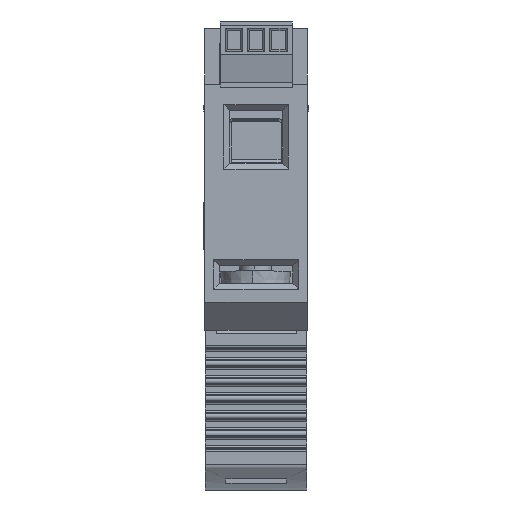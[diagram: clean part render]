
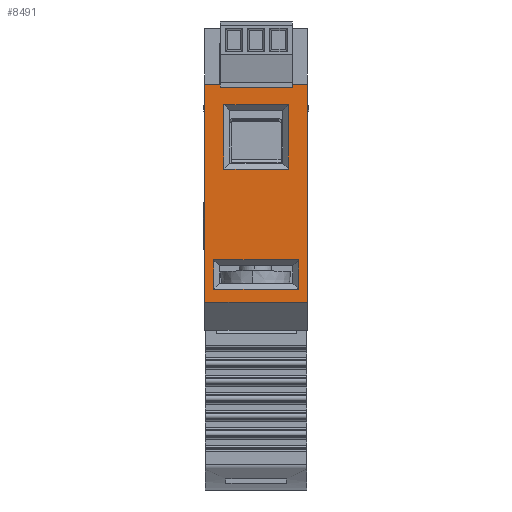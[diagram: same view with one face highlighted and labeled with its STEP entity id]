
A CAD part, front view. The second image highlights one B-rep face of the part: STEP entity #8491.
In plain terms, the highlighted planar face has unit normal (0, -1, 0).
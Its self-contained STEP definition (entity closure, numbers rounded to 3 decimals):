
#1124 = EDGE_CURVE ( 'NONE', #5989, #40198, #34955, .T. ) ;
#3282 = CARTESIAN_POINT ( 'NONE',  ( 62.5, 0., 7. ) ) ;
#4131 = VERTEX_POINT ( 'NONE', #8883 ) ;
#4712 = DIRECTION ( 'NONE',  ( 0., 0., 1. ) ) ;
#5989 = VERTEX_POINT ( 'NONE', #19619 ) ;
#6099 = CARTESIAN_POINT ( 'NONE',  ( 52.5, 0., 42. ) ) ;
#6419 = VECTOR ( 'NONE', #31264, 1000. ) ;
#6484 = VECTOR ( 'NONE', #18737, 1000. ) ;
#6928 = CARTESIAN_POINT ( 'NONE',  ( 70., 0., 4.8 ) ) ;
#6954 = FACE_OUTER_BOUND ( 'NONE', #42435, .T. ) ;
#7480 = CARTESIAN_POINT ( 'NONE',  ( 52.5, 0., 4.8 ) ) ;
#8147 = DIRECTION ( 'NONE',  ( 1., 0., 0. ) ) ;
#8163 = EDGE_CURVE ( 'NONE', #4131, #5989, #34763, .T. ) ;
#8491 = ADVANCED_FACE ( 'NONE', ( #60981, #6954, #54254 ), #36384, .T. ) ;
#8576 = CARTESIAN_POINT ( 'NONE',  ( 68.5, 0., 4. ) ) ;
#8883 = CARTESIAN_POINT ( 'NONE',  ( 54., 0., 7. ) ) ;
#8993 = CARTESIAN_POINT ( 'NONE',  ( 55.75, 0., 38.5 ) ) ;
#9750 = LINE ( 'NONE', #11567, #54792 ) ;
#9758 = CARTESIAN_POINT ( 'NONE',  ( 55.75, 0., 14.25 ) ) ;
#10302 = ORIENTED_EDGE ( 'NONE', *, *, #20710, .F. ) ;
#11567 = CARTESIAN_POINT ( 'NONE',  ( 67.875, 0., 27.5 ) ) ;
#13609 = VERTEX_POINT ( 'NONE', #16177 ) ;
#14592 = DIRECTION ( 'NONE',  ( 0., 0., -1. ) ) ;
#14936 = DIRECTION ( 'NONE',  ( 0., 0., 1. ) ) ;
#15607 = ORIENTED_EDGE ( 'NONE', *, *, #18039, .T. ) ;
#15967 = VECTOR ( 'NONE', #14936, 1000. ) ;
#16177 = CARTESIAN_POINT ( 'NONE',  ( 55.75, 0., 27.5 ) ) ;
#16904 = CARTESIAN_POINT ( 'NONE',  ( 70., 0., 0. ) ) ;
#17788 = VERTEX_POINT ( 'NONE', #6099 ) ;
#18039 = EDGE_CURVE ( 'NONE', #49233, #19809, #40500, .T. ) ;
#18737 = DIRECTION ( 'NONE',  ( -1., 0., 0. ) ) ;
#19253 = LINE ( 'NONE', #61290, #6484 ) ;
#19546 = VECTOR ( 'NONE', #8147, 1000. ) ;
#19619 = CARTESIAN_POINT ( 'NONE',  ( 68.5, 0., 7. ) ) ;
#19796 = CARTESIAN_POINT ( 'NONE',  ( 68.5, 0., 12. ) ) ;
#19809 = VERTEX_POINT ( 'NONE', #6928 ) ;
#19855 = LINE ( 'NONE', #9758, #48343 ) ;
#20710 = EDGE_CURVE ( 'NONE', #21688, #21286, #19253, .T. ) ;
#21037 = DIRECTION ( 'NONE',  ( 0., 0., -1. ) ) ;
#21196 = LINE ( 'NONE', #28590, #15967 ) ;
#21284 = VECTOR ( 'NONE', #55929, 1000. ) ;
#21286 = VERTEX_POINT ( 'NONE', #8993 ) ;
#21688 = VERTEX_POINT ( 'NONE', #21977 ) ;
#21977 = CARTESIAN_POINT ( 'NONE',  ( 66.75, 0., 38.5 ) ) ;
#24336 = DIRECTION ( 'NONE',  ( -1., 0., 0. ) ) ;
#24609 = VECTOR ( 'NONE', #45830, 1000. ) ;
#24617 = VECTOR ( 'NONE', #38530, 1000. ) ;
#25069 = VERTEX_POINT ( 'NONE', #39464 ) ;
#26756 = DIRECTION ( 'NONE',  ( 0., -1., 0. ) ) ;
#27580 = LINE ( 'NONE', #36394, #24609 ) ;
#28590 = CARTESIAN_POINT ( 'NONE',  ( 66.75, 0., 18.75 ) ) ;
#29286 = VERTEX_POINT ( 'NONE', #47973 ) ;
#31199 = EDGE_CURVE ( 'NONE', #25069, #4131, #47747, .T. ) ;
#31264 = DIRECTION ( 'NONE',  ( 0., 0., 1. ) ) ;
#32165 = EDGE_CURVE ( 'NONE', #21286, #13609, #19855, .T. ) ;
#32319 = ORIENTED_EDGE ( 'NONE', *, *, #31199, .F. ) ;
#33533 = CARTESIAN_POINT ( 'NONE',  ( 0., 0., 42. ) ) ;
#34661 = ORIENTED_EDGE ( 'NONE', *, *, #61513, .F. ) ;
#34763 = LINE ( 'NONE', #3282, #21284 ) ;
#34955 = LINE ( 'NONE', #8576, #6419 ) ;
#35434 = CARTESIAN_POINT ( 'NONE',  ( 35., 0., 4.8 ) ) ;
#35464 = ORIENTED_EDGE ( 'NONE', *, *, #53268, .T. ) ;
#36384 = PLANE ( 'NONE',  #52595 ) ;
#36394 = CARTESIAN_POINT ( 'NONE',  ( 52.5, 0., 0. ) ) ;
#37999 = ORIENTED_EDGE ( 'NONE', *, *, #8163, .F. ) ;
#38530 = DIRECTION ( 'NONE',  ( -1., 0., 0. ) ) ;
#38939 = ORIENTED_EDGE ( 'NONE', *, *, #49527, .T. ) ;
#39464 = CARTESIAN_POINT ( 'NONE',  ( 54., 0., 12. ) ) ;
#39785 = VECTOR ( 'NONE', #4712, 1000. ) ;
#40198 = VERTEX_POINT ( 'NONE', #19796 ) ;
#40473 = ORIENTED_EDGE ( 'NONE', *, *, #49839, .F. ) ;
#40500 = LINE ( 'NONE', #35434, #19546 ) ;
#40571 = DIRECTION ( 'NONE',  ( 0.707, 0., 0.707 ) ) ;
#40783 = EDGE_CURVE ( 'NONE', #40198, #25069, #47831, .T. ) ;
#41991 = LINE ( 'NONE', #47700, #39785 ) ;
#42435 = EDGE_LOOP ( 'NONE', ( #15607, #38939, #35464, #61897 ) ) ;
#44016 = CARTESIAN_POINT ( 'NONE',  ( 68.75, 0., 12. ) ) ;
#44826 = ORIENTED_EDGE ( 'NONE', *, *, #1124, .F. ) ;
#45044 = EDGE_CURVE ( 'NONE', #17788, #49233, #27580, .T. ) ;
#45830 = DIRECTION ( 'NONE',  ( 0., 0., -1. ) ) ;
#46230 = VECTOR ( 'NONE', #21037, 1000. ) ;
#47700 = CARTESIAN_POINT ( 'NONE',  ( 70., 0., 0. ) ) ;
#47747 = LINE ( 'NONE', #54799, #46230 ) ;
#47813 = VERTEX_POINT ( 'NONE', #52739 ) ;
#47831 = LINE ( 'NONE', #44016, #51586 ) ;
#47973 = CARTESIAN_POINT ( 'NONE',  ( 66.75, 0., 27.5 ) ) ;
#48343 = VECTOR ( 'NONE', #14592, 1000. ) ;
#49233 = VERTEX_POINT ( 'NONE', #7480 ) ;
#49527 = EDGE_CURVE ( 'NONE', #19809, #47813, #41991, .T. ) ;
#49839 = EDGE_CURVE ( 'NONE', #29286, #21688, #21196, .T. ) ;
#49973 = DIRECTION ( 'NONE',  ( 1., 0., 0. ) ) ;
#50100 = LINE ( 'NONE', #33533, #24617 ) ;
#51586 = VECTOR ( 'NONE', #24336, 1000. ) ;
#52595 = AXIS2_PLACEMENT_3D ( 'NONE', #16904, #26756, #40571 ) ;
#52739 = CARTESIAN_POINT ( 'NONE',  ( 70., 0., 42. ) ) ;
#53268 = EDGE_CURVE ( 'NONE', #47813, #17788, #50100, .T. ) ;
#54254 = FACE_BOUND ( 'NONE', #58878, .T. ) ;
#54792 = VECTOR ( 'NONE', #49973, 1000. ) ;
#54799 = CARTESIAN_POINT ( 'NONE',  ( 54., 0., 5.5 ) ) ;
#54877 = ORIENTED_EDGE ( 'NONE', *, *, #40783, .F. ) ;
#55929 = DIRECTION ( 'NONE',  ( 1., 0., 0. ) ) ;
#55959 = ORIENTED_EDGE ( 'NONE', *, *, #32165, .F. ) ;
#58662 = EDGE_LOOP ( 'NONE', ( #55959, #10302, #40473, #34661 ) ) ;
#58878 = EDGE_LOOP ( 'NONE', ( #32319, #54877, #44826, #37999 ) ) ;
#60981 = FACE_BOUND ( 'NONE', #58662, .T. ) ;
#61290 = CARTESIAN_POINT ( 'NONE',  ( 63.375, 0., 38.5 ) ) ;
#61513 = EDGE_CURVE ( 'NONE', #13609, #29286, #9750, .T. ) ;
#61897 = ORIENTED_EDGE ( 'NONE', *, *, #45044, .T. ) ;
